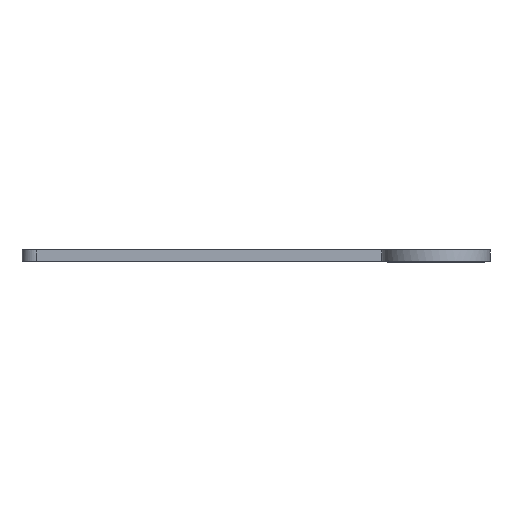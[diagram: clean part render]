
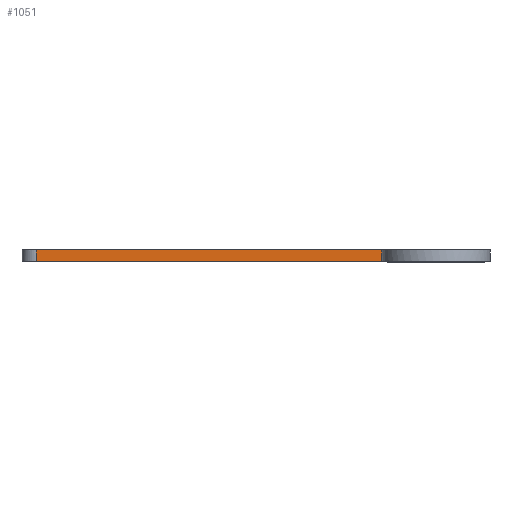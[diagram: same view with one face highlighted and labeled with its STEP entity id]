
A CAD part, front view. The second image highlights one B-rep face of the part: STEP entity #1051.
In plain terms, the highlighted planar face has unit normal (0, -1, 0).
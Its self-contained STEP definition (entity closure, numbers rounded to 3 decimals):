
#22 = VERTEX_POINT('',#23);
#23 = CARTESIAN_POINT('',(262.413,284.225,
    315.62));
#31 = PLANE('',#32);
#32 = AXIS2_PLACEMENT_3D('',#33,#34,#35);
#33 = CARTESIAN_POINT('',(284.033,302.645,
    315.62));
#34 = DIRECTION('',(0.,0.,-1.));
#35 = DIRECTION('',(1.,0.,0.));
#42 = PLANE('',#43);
#43 = AXIS2_PLACEMENT_3D('',#44,#45,#46);
#44 = CARTESIAN_POINT('',(262.413,285.395,
    315.34));
#45 = DIRECTION('',(-1.,0.,0.));
#46 = DIRECTION('',(0.,0.,1.));
#53 = EDGE_CURVE('',#54,#22,#56,.T.);
#54 = VERTEX_POINT('',#55);
#55 = CARTESIAN_POINT('',(214.413,284.225,
    315.62));
#56 = SURFACE_CURVE('',#57,(#60,#66),.PCURVE_S1.);
#57 = B_SPLINE_CURVE_WITH_KNOTS('',1,(#58,#59),.UNSPECIFIED.,.F.,.F.,(2,
    2),(0.,48.),.PIECEWISE_BEZIER_KNOTS.);
#58 = CARTESIAN_POINT('',(214.413,284.225,
    315.62));
#59 = CARTESIAN_POINT('',(262.413,284.225,
    315.62));
#60 = PCURVE('',#31,#61);
#61 = DEFINITIONAL_REPRESENTATION('',(#62),#65);
#62 = B_SPLINE_CURVE_WITH_KNOTS('',1,(#63,#64),.UNSPECIFIED.,.F.,.F.,(2,
    2),(0.,48.),.PIECEWISE_BEZIER_KNOTS.);
#63 = CARTESIAN_POINT('',(-69.62,18.42));
#64 = CARTESIAN_POINT('',(-21.62,18.42));
#65 = ( GEOMETRIC_REPRESENTATION_CONTEXT(2) 
PARAMETRIC_REPRESENTATION_CONTEXT() REPRESENTATION_CONTEXT('2D SPACE',''
  ) );
#66 = PCURVE('',#67,#72);
#67 = PLANE('',#68);
#68 = AXIS2_PLACEMENT_3D('',#69,#70,#71);
#69 = CARTESIAN_POINT('',(209.493,284.225,
    315.34));
#70 = DIRECTION('',(0.,-1.,0.));
#71 = DIRECTION('',(0.,0.,1.));
#72 = DEFINITIONAL_REPRESENTATION('',(#73),#76);
#73 = B_SPLINE_CURVE_WITH_KNOTS('',1,(#74,#75),.UNSPECIFIED.,.F.,.F.,(2,
    2),(0.,48.),.PIECEWISE_BEZIER_KNOTS.);
#74 = CARTESIAN_POINT('',(0.28,-4.92));
#75 = CARTESIAN_POINT('',(0.28,-52.92));
#76 = ( GEOMETRIC_REPRESENTATION_CONTEXT(2) 
PARAMETRIC_REPRESENTATION_CONTEXT() REPRESENTATION_CONTEXT('2D SPACE',''
  ) );
#94 = ( BOUNDED_SURFACE() B_SPLINE_SURFACE(2,1,(
    (#95,#96)
    ,(#97,#98)
    ,(#99,#100)
    ,(#101,#102)
    ,(#103,#104)
    ,(#105,#106)
    ,(#107,#108)
    ,(#109,#110)
,(#111,#112
    )),.UNSPECIFIED.,.T.,.F.,.F.) B_SPLINE_SURFACE_WITH_KNOTS((1,2,2,2,2
    ,2,1),(2,2),(-1.571,0.,1.571,3.142,
    4.712,6.283,7.854),(0.,2.16),
.UNSPECIFIED.) GEOMETRIC_REPRESENTATION_ITEM() RATIONAL_B_SPLINE_SURFACE
((
    (1.,1.)
    ,(0.707,0.707)
    ,(1.,1.)
    ,(0.707,0.707)
    ,(1.,1.)
    ,(0.707,0.707)
    ,(1.,1.)
    ,(0.707,0.707)
,(1.,1.))) REPRESENTATION_ITEM('') SURFACE() );
#95 = CARTESIAN_POINT('',(216.413,286.225,
    315.34));
#96 = CARTESIAN_POINT('',(216.413,286.225,
    317.5));
#97 = CARTESIAN_POINT('',(216.413,288.225,
    315.34));
#98 = CARTESIAN_POINT('',(216.413,288.225,
    317.5));
#99 = CARTESIAN_POINT('',(214.413,288.225,
    315.34));
#100 = CARTESIAN_POINT('',(214.413,288.225,
    317.5));
#101 = CARTESIAN_POINT('',(212.413,288.225,
    315.34));
#102 = CARTESIAN_POINT('',(212.413,288.225,
    317.5));
#103 = CARTESIAN_POINT('',(212.413,286.225,
    315.34));
#104 = CARTESIAN_POINT('',(212.413,286.225,
    317.5));
#105 = CARTESIAN_POINT('',(212.413,284.225,
    315.34));
#106 = CARTESIAN_POINT('',(212.413,284.225,
    317.5));
#107 = CARTESIAN_POINT('',(214.413,284.225,
    315.34));
#108 = CARTESIAN_POINT('',(214.413,284.225,
    317.5));
#109 = CARTESIAN_POINT('',(216.413,284.225,
    315.34));
#110 = CARTESIAN_POINT('',(216.413,284.225,
    317.5));
#111 = CARTESIAN_POINT('',(216.413,286.225,
    315.34));
#112 = CARTESIAN_POINT('',(216.413,286.225,
    317.5));
#822 = PLANE('',#823);
#823 = AXIS2_PLACEMENT_3D('',#824,#825,#826);
#824 = CARTESIAN_POINT('',(284.033,302.645,
    317.22));
#825 = DIRECTION('',(0.,0.,1.));
#826 = DIRECTION('',(-1.,0.,0.));
#923 = VERTEX_POINT('',#924);
#924 = CARTESIAN_POINT('',(214.413,284.225,
    317.22));
#1011 = EDGE_CURVE('',#54,#923,#1012,.T.);
#1012 = SURFACE_CURVE('',#1013,(#1016,#1045),.PCURVE_S1.);
#1013 = B_SPLINE_CURVE_WITH_KNOTS('',1,(#1014,#1015),.UNSPECIFIED.,.F.,
  .F.,(2,2),(0.,1.6),.PIECEWISE_BEZIER_KNOTS.);
#1014 = CARTESIAN_POINT('',(214.413,284.225,
    315.62));
#1015 = CARTESIAN_POINT('',(214.413,284.225,
    317.22));
#1016 = PCURVE('',#94,#1017);
#1017 = DEFINITIONAL_REPRESENTATION('',(#1018),#1044);
#1018 = B_SPLINE_CURVE_WITH_KNOTS('',3,(#1019,#1020,#1021,#1022,#1023,
    #1024,#1025,#1026,#1027,#1028,#1029,#1030,#1031,#1032,#1033,#1034,
    #1035,#1036,#1037,#1038,#1039,#1040,#1041,#1042,#1043),
  .UNSPECIFIED.,.F.,.F.,(4,1,1,1,1,1,1,1,1,1,1,1,1,1,1,1,1,1,1,1,1,1,4),
  (0.,0.073,0.145,0.218,0.291,
    0.364,0.436,0.509,0.582,
    0.655,0.727,0.8,0.873,0.945,
    1.018,1.091,1.164,1.236,
    1.309,1.382,1.455,1.527,1.6),
  .QUASI_UNIFORM_KNOTS.);
#1019 = CARTESIAN_POINT('',(4.712,0.28));
#1020 = CARTESIAN_POINT('',(4.712,0.304));
#1021 = CARTESIAN_POINT('',(4.712,0.353));
#1022 = CARTESIAN_POINT('',(4.712,0.425));
#1023 = CARTESIAN_POINT('',(4.712,0.498));
#1024 = CARTESIAN_POINT('',(4.712,0.571));
#1025 = CARTESIAN_POINT('',(4.712,0.644));
#1026 = CARTESIAN_POINT('',(4.712,0.716));
#1027 = CARTESIAN_POINT('',(4.712,0.789));
#1028 = CARTESIAN_POINT('',(4.712,0.862));
#1029 = CARTESIAN_POINT('',(4.712,0.935));
#1030 = CARTESIAN_POINT('',(4.712,1.007));
#1031 = CARTESIAN_POINT('',(4.712,1.08));
#1032 = CARTESIAN_POINT('',(4.712,1.153));
#1033 = CARTESIAN_POINT('',(4.712,1.225));
#1034 = CARTESIAN_POINT('',(4.712,1.298));
#1035 = CARTESIAN_POINT('',(4.712,1.371));
#1036 = CARTESIAN_POINT('',(4.712,1.444));
#1037 = CARTESIAN_POINT('',(4.712,1.516));
#1038 = CARTESIAN_POINT('',(4.712,1.589));
#1039 = CARTESIAN_POINT('',(4.712,1.662));
#1040 = CARTESIAN_POINT('',(4.712,1.735));
#1041 = CARTESIAN_POINT('',(4.712,1.807));
#1042 = CARTESIAN_POINT('',(4.712,1.856));
#1043 = CARTESIAN_POINT('',(4.712,1.88));
#1044 = ( GEOMETRIC_REPRESENTATION_CONTEXT(2) 
PARAMETRIC_REPRESENTATION_CONTEXT() REPRESENTATION_CONTEXT('2D SPACE',''
  ) );
#1045 = PCURVE('',#67,#1046);
#1046 = DEFINITIONAL_REPRESENTATION('',(#1047),#1050);
#1047 = B_SPLINE_CURVE_WITH_KNOTS('',1,(#1048,#1049),.UNSPECIFIED.,.F.,
  .F.,(2,2),(0.,1.6),.PIECEWISE_BEZIER_KNOTS.);
#1048 = CARTESIAN_POINT('',(0.28,-4.92));
#1049 = CARTESIAN_POINT('',(1.88,-4.92));
#1050 = ( GEOMETRIC_REPRESENTATION_CONTEXT(2) 
PARAMETRIC_REPRESENTATION_CONTEXT() REPRESENTATION_CONTEXT('2D SPACE',''
  ) );
#1051 = ADVANCED_FACE('',(#1052),#67,.T.);
#1052 = FACE_BOUND('',#1053,.T.);
#1053 = EDGE_LOOP('',(#1054,#1055,#1056,#1076));
#1054 = ORIENTED_EDGE('',*,*,#1011,.F.);
#1055 = ORIENTED_EDGE('',*,*,#53,.T.);
#1056 = ORIENTED_EDGE('',*,*,#1057,.T.);
#1057 = EDGE_CURVE('',#22,#1058,#1060,.T.);
#1058 = VERTEX_POINT('',#1059);
#1059 = CARTESIAN_POINT('',(262.413,284.225,
    317.22));
#1060 = SURFACE_CURVE('',#1061,(#1064,#1070),.PCURVE_S1.);
#1061 = B_SPLINE_CURVE_WITH_KNOTS('',1,(#1062,#1063),.UNSPECIFIED.,.F.,
  .F.,(2,2),(0.,1.6),.PIECEWISE_BEZIER_KNOTS.);
#1062 = CARTESIAN_POINT('',(262.413,284.225,
    315.62));
#1063 = CARTESIAN_POINT('',(262.413,284.225,
    317.22));
#1064 = PCURVE('',#67,#1065);
#1065 = DEFINITIONAL_REPRESENTATION('',(#1066),#1069);
#1066 = B_SPLINE_CURVE_WITH_KNOTS('',1,(#1067,#1068),.UNSPECIFIED.,.F.,
  .F.,(2,2),(0.,1.6),.PIECEWISE_BEZIER_KNOTS.);
#1067 = CARTESIAN_POINT('',(0.28,-52.92));
#1068 = CARTESIAN_POINT('',(1.88,-52.92));
#1069 = ( GEOMETRIC_REPRESENTATION_CONTEXT(2) 
PARAMETRIC_REPRESENTATION_CONTEXT() REPRESENTATION_CONTEXT('2D SPACE',''
  ) );
#1070 = PCURVE('',#42,#1071);
#1071 = DEFINITIONAL_REPRESENTATION('',(#1072),#1075);
#1072 = B_SPLINE_CURVE_WITH_KNOTS('',1,(#1073,#1074),.UNSPECIFIED.,.F.,
  .F.,(2,2),(0.,1.6),.PIECEWISE_BEZIER_KNOTS.);
#1073 = CARTESIAN_POINT('',(0.28,-1.17));
#1074 = CARTESIAN_POINT('',(1.88,-1.17));
#1075 = ( GEOMETRIC_REPRESENTATION_CONTEXT(2) 
PARAMETRIC_REPRESENTATION_CONTEXT() REPRESENTATION_CONTEXT('2D SPACE',''
  ) );
#1076 = ORIENTED_EDGE('',*,*,#1077,.T.);
#1077 = EDGE_CURVE('',#1058,#923,#1078,.T.);
#1078 = SURFACE_CURVE('',#1079,(#1082,#1088),.PCURVE_S1.);
#1079 = B_SPLINE_CURVE_WITH_KNOTS('',1,(#1080,#1081),.UNSPECIFIED.,.F.,
  .F.,(2,2),(-48.,0.),.PIECEWISE_BEZIER_KNOTS.);
#1080 = CARTESIAN_POINT('',(262.413,284.225,
    317.22));
#1081 = CARTESIAN_POINT('',(214.413,284.225,
    317.22));
#1082 = PCURVE('',#67,#1083);
#1083 = DEFINITIONAL_REPRESENTATION('',(#1084),#1087);
#1084 = B_SPLINE_CURVE_WITH_KNOTS('',1,(#1085,#1086),.UNSPECIFIED.,.F.,
  .F.,(2,2),(-48.,0.),.PIECEWISE_BEZIER_KNOTS.);
#1085 = CARTESIAN_POINT('',(1.88,-52.92));
#1086 = CARTESIAN_POINT('',(1.88,-4.92));
#1087 = ( GEOMETRIC_REPRESENTATION_CONTEXT(2) 
PARAMETRIC_REPRESENTATION_CONTEXT() REPRESENTATION_CONTEXT('2D SPACE',''
  ) );
#1088 = PCURVE('',#822,#1089);
#1089 = DEFINITIONAL_REPRESENTATION('',(#1090),#1093);
#1090 = B_SPLINE_CURVE_WITH_KNOTS('',1,(#1091,#1092),.UNSPECIFIED.,.F.,
  .F.,(2,2),(-48.,0.),.PIECEWISE_BEZIER_KNOTS.);
#1091 = CARTESIAN_POINT('',(21.62,18.42));
#1092 = CARTESIAN_POINT('',(69.62,18.42));
#1093 = ( GEOMETRIC_REPRESENTATION_CONTEXT(2) 
PARAMETRIC_REPRESENTATION_CONTEXT() REPRESENTATION_CONTEXT('2D SPACE',''
  ) );
